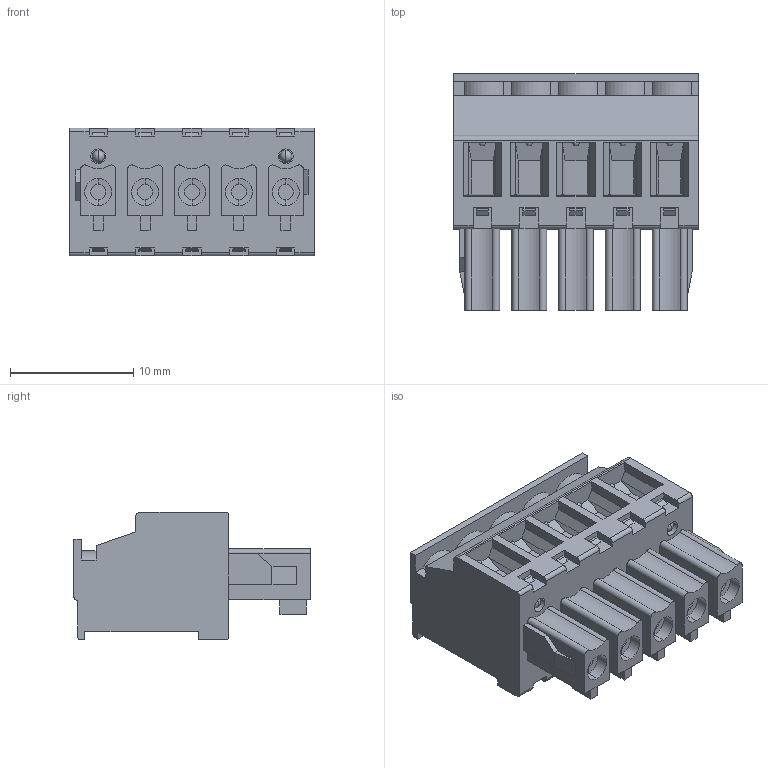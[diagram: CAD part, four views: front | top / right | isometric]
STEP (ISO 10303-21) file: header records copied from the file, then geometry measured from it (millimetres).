
FILE_DESCRIPTION((''),'2;1');
FILE_NAME('WJ15EDGKB-381-5P-OOA','2017-03-15T',('QZY'),(''),'CREO PARAMETRIC BY PTC INC, 2014440','CREO PARAMETRIC BY PTC INC, 2014440','');
FILE_SCHEMA(('CONFIG_CONTROL_DESIGN'));
Length unit declared in the file: millimetre
Products named in the file (1): WJ15EDGKB-381-5P-OOA
Bounding box: 19.84 x 19.2 x 10.4 mm (x, y, z)
Volume: 2401.3 mm3; surface area: 2053.7 mm2
Topology: 1 solids, 1 shells, 447 faces, 1103 edges, 698 vertices
Faces by surface type: plane 264, cylinder 104, cone 50, torus 20, sphere 9
Entity records: 13244 total; most frequent: CARTESIAN_POINT 2463, DIRECTION 2259, ORIENTED_EDGE 2188, EDGE_CURVE 1094, AXIS2_PLACEMENT_3D 758, VECTOR 743, LINE 743, VERTEX_POINT 698
